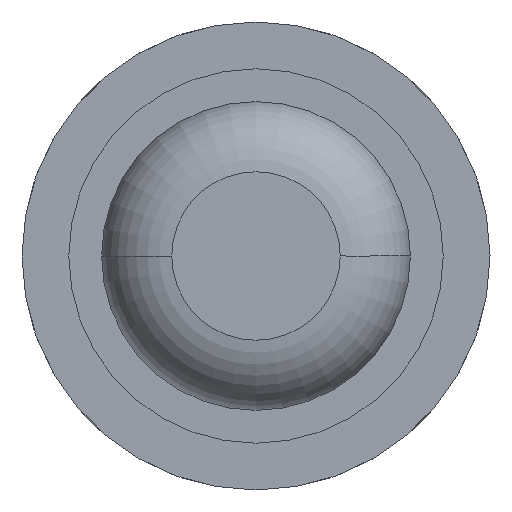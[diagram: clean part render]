
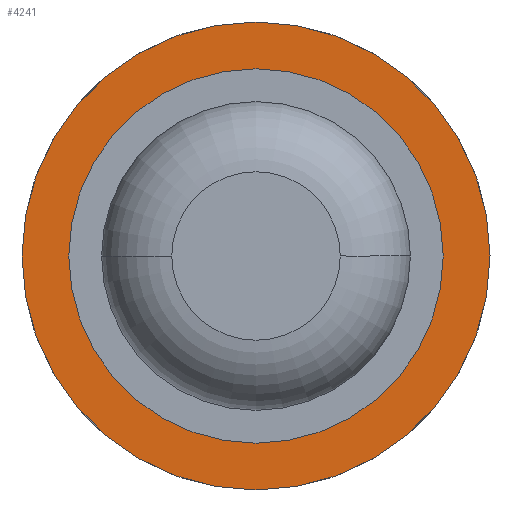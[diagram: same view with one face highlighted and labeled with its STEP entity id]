
A CAD part, front view. The second image highlights one B-rep face of the part: STEP entity #4241.
In plain terms, the highlighted planar face has unit normal (0, -1, 0).
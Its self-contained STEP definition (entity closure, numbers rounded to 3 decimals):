
#216 = CIRCLE ( 'NONE', #2391, 0.5 ) ;
#264 = EDGE_CURVE ( 'Defeature ausgef�hrt1_26+Defeature ausgef�hrt1_27+Defeature ausgef�hrt1_27+Defeature ausgef�hrt1_27', #4756, #1079, #2269, .T. ) ;
#524 = DIRECTION ( 'NONE',  ( 0., 0., -1. ) ) ;
#582 = VERTEX_POINT ( 'NONE', #3257 ) ;
#681 = ORIENTED_EDGE ( 'NONE', *, *, #4346, .F. ) ;
#758 = EDGE_CURVE ( 'Defeature ausgef�hrt1_9+Defeature ausgef�hrt1_26+Defeature ausgef�hrt1_26+Defeature ausgef�hrt1_26', #582, #2365, #4873, .T. ) ;
#847 = EDGE_LOOP ( 'NONE', ( #3640, #681 ) ) ;
#867 = DIRECTION ( 'NONE',  ( 0., -1., 0. ) ) ;
#903 = CARTESIAN_POINT ( 'NONE',  ( 0., 5.3, 0. ) ) ;
#1079 = VERTEX_POINT ( 'NONE', #4997 ) ;
#1210 = FACE_OUTER_BOUND ( 'NONE', #3625, .T. ) ;
#1392 = ORIENTED_EDGE ( 'NONE', *, *, #264, .T. ) ;
#1727 = DIRECTION ( 'NONE',  ( 0., -1., 0. ) ) ;
#2077 = CARTESIAN_POINT ( 'NONE',  ( 0., 5.3, 1.25 ) ) ;
#2120 = CARTESIAN_POINT ( 'NONE',  ( 1.25, 5.3, 0. ) ) ;
#2269 = CIRCLE ( 'NONE', #3394, 1.25 ) ;
#2365 = VERTEX_POINT ( 'NONE', #4504 ) ;
#2391 = AXIS2_PLACEMENT_3D ( 'NONE', #903, #2586, #4255 ) ;
#2499 = AXIS2_PLACEMENT_3D ( 'NONE', #2120, #867, #3761 ) ;
#2529 = AXIS2_PLACEMENT_3D ( 'NONE', #4554, #4994, #3363 ) ;
#2530 = ORIENTED_EDGE ( 'NONE', *, *, #3378, .T. ) ;
#2540 = CARTESIAN_POINT ( 'NONE',  ( 0., 5.3, 0. ) ) ;
#2568 = DIRECTION ( 'NONE',  ( 0., -1., 0. ) ) ;
#2586 = DIRECTION ( 'NONE',  ( 0., -1., 0. ) ) ;
#2614 = FACE_BOUND ( 'NONE', #847, .T. ) ;
#3257 = CARTESIAN_POINT ( 'NONE',  ( 0., 5.3, -0.5 ) ) ;
#3318 = PLANE ( 'NONE',  #2499 ) ;
#3363 = DIRECTION ( 'NONE',  ( 0., 0., -1. ) ) ;
#3378 = EDGE_CURVE ( 'Defeature ausgef�hrt1_26+Defeature ausgef�hrt1_27+Defeature ausgef�hrt1_27+Defeature ausgef�hrt1_27', #1079, #4756, #5018, .T. ) ;
#3394 = AXIS2_PLACEMENT_3D ( 'NONE', #4653, #2568, #524 ) ;
#3625 = EDGE_LOOP ( 'NONE', ( #2530, #1392 ) ) ;
#3640 = ORIENTED_EDGE ( 'NONE', *, *, #758, .F. ) ;
#3761 = DIRECTION ( 'NONE',  ( 0., 0., -1. ) ) ;
#3843 = AXIS2_PLACEMENT_3D ( 'NONE', #2540, #1727, #5039 ) ;
#4241 = ADVANCED_FACE ( 'Defeature ausgef�hrt1_26', ( #1210, #2614 ), #3318, .T. ) ;
#4255 = DIRECTION ( 'NONE',  ( 0., 0., -1. ) ) ;
#4346 = EDGE_CURVE ( 'Defeature ausgef�hrt1_9+Defeature ausgef�hrt1_26+Defeature ausgef�hrt1_26+Defeature ausgef�hrt1_26', #2365, #582, #216, .T. ) ;
#4504 = CARTESIAN_POINT ( 'NONE',  ( 0., 5.3, 0.5 ) ) ;
#4554 = CARTESIAN_POINT ( 'NONE',  ( 0., 5.3, 0. ) ) ;
#4653 = CARTESIAN_POINT ( 'NONE',  ( 0., 5.3, 0. ) ) ;
#4756 = VERTEX_POINT ( 'NONE', #2077 ) ;
#4873 = CIRCLE ( 'NONE', #3843, 0.5 ) ;
#4994 = DIRECTION ( 'NONE',  ( 0., -1., 0. ) ) ;
#4997 = CARTESIAN_POINT ( 'NONE',  ( 0., 5.3, -1.25 ) ) ;
#5018 = CIRCLE ( 'NONE', #2529, 1.25 ) ;
#5039 = DIRECTION ( 'NONE',  ( 0., 0., -1. ) ) ;
